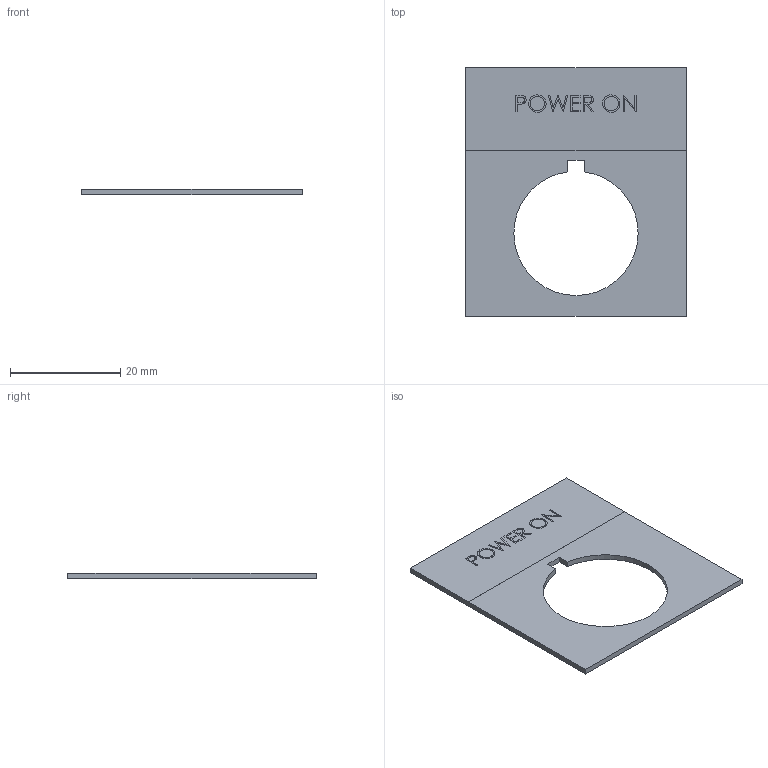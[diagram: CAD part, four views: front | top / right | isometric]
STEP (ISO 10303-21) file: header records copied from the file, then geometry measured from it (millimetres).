
FILE_DESCRIPTION (( 'STEP AP214' ), '1' );
FILE_NAME ('ECX1680A-B21.step', '2018-10-09T17:08:28', ( '' ), ( '' ), 'SwSTEP 2.0', 'SolidWorks 2017', '' );
FILE_SCHEMA (( 'AUTOMOTIVE_DESIGN' ));
Length unit declared in the file: millimetre
Products named in the file (1): ECX1680A-B21
Bounding box: 40 x 45 x 1 mm (x, y, z)
Volume: 1393.2 mm3; surface area: 3037.9 mm2
Topology: 1 solids, 1 shells, 106 faces, 279 edges, 186 vertices
Faces by surface type: plane 76, bspline 27, cylinder 3
Entity records: 6168 total; most frequent: CARTESIAN_POINT 2703, ORIENTED_EDGE 558, DIRECTION 391, EDGE_CURVE 279, LINE 219, VECTOR 219, VERTEX_POINT 186, EDGE_LOOP 119
